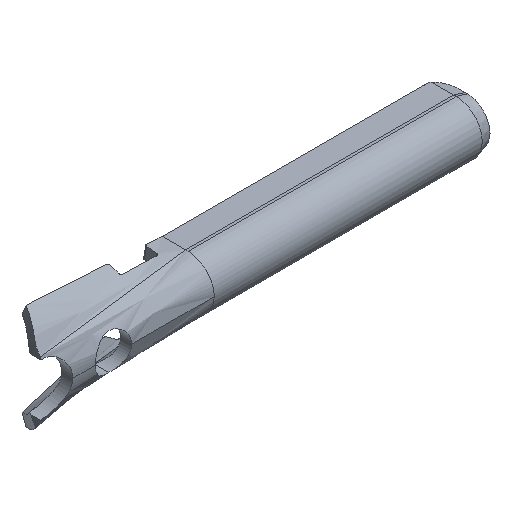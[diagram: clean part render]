
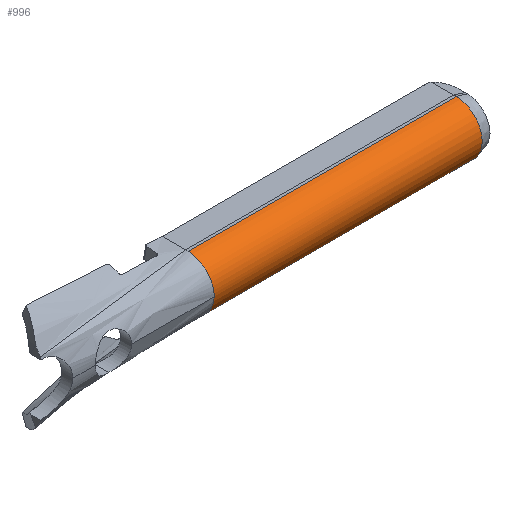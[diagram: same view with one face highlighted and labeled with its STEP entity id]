
A CAD part, isometric view. The second image highlights one B-rep face of the part: STEP entity #996.
In plain terms, the highlighted cylindrical face has radius 2.375 mm (diameter 4.75 mm), a partial arc.
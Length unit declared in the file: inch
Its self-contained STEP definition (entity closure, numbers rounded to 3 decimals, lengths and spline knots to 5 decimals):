
#27 = DIRECTION ( 'NONE',  ( 1., 0., 0. ) ) ;
#34 = EDGE_CURVE ( 'NONE', #1553, #1815, #1967, .T. ) ;
#119 = LINE ( 'NONE', #564, #1204 ) ;
#176 = CARTESIAN_POINT ( 'NONE',  ( -0.04, 0., 0.0935 ) ) ;
#203 = VERTEX_POINT ( 'NONE', #301 ) ;
#218 = VERTEX_POINT ( 'NONE', #1116 ) ;
#301 = CARTESIAN_POINT ( 'NONE',  ( -1., 0., -0.0935 ) ) ;
#302 = EDGE_LOOP ( 'NONE', ( #1107, #1090, #439, #535, #1091 ) ) ;
#334 = CARTESIAN_POINT ( 'NONE',  ( -1., -0.07506, 0.05709 ) ) ;
#379 = EDGE_CURVE ( 'NONE', #218, #203, #1758, .T. ) ;
#410 = VERTEX_POINT ( 'NONE', #1966 ) ;
#421 = CARTESIAN_POINT ( 'NONE',  ( -0.04, 0., -0.0935 ) ) ;
#439 = ORIENTED_EDGE ( 'NONE', *, *, #379, .T. ) ;
#535 = ORIENTED_EDGE ( 'NONE', *, *, #2002, .T. ) ;
#543 = CARTESIAN_POINT ( 'NONE',  ( -1., -0.0935, -0.0008 ) ) ;
#556 = DIRECTION ( 'NONE',  ( 1., 0., 0. ) ) ;
#564 = CARTESIAN_POINT ( 'NONE',  ( -1., 0., 0.0935 ) ) ;
#584 = DIRECTION ( 'NONE',  ( 1., 0., 0. ) ) ;
#626 = CARTESIAN_POINT ( 'NONE',  ( -1., 0., -0.0935 ) ) ;
#974 = B_SPLINE_CURVE_WITH_KNOTS ( 'NONE', 3,
 ( #1870, #2263, #2258, #2245, #1585, #334, #1653, #1438, #1074, #543 ),
 .UNSPECIFIED., .F., .F.,
 ( 4, 2, 2, 2, 4 ),
 ( 0.05851, 0.29388, 0.52926, 0.76463, 1. ),
 .UNSPECIFIED. ) ;
#981 = LINE ( 'NONE', #626, #2196 ) ;
#996 = ADVANCED_FACE ( 'NONE', ( #1859 ), #1329, .T. ) ;
#1074 = CARTESIAN_POINT ( 'NONE',  ( -1., -0.0936, 0.01151 ) ) ;
#1090 = ORIENTED_EDGE ( 'NONE', *, *, #1678, .T. ) ;
#1091 = ORIENTED_EDGE ( 'NONE', *, *, #34, .T. ) ;
#1107 = ORIENTED_EDGE ( 'NONE', *, *, #2148, .F. ) ;
#1116 = CARTESIAN_POINT ( 'NONE',  ( -1., -0.0935, -0.0008 ) ) ;
#1149 = AXIS2_PLACEMENT_3D ( 'NONE', #2194, #1725, #1716 ) ;
#1204 = VECTOR ( 'NONE', #556, 39.37008 ) ;
#1250 = AXIS2_PLACEMENT_3D ( 'NONE', #1341, #27, #1364 ) ;
#1329 = CYLINDRICAL_SURFACE ( 'NONE', #1250, 0.0935 ) ;
#1341 = CARTESIAN_POINT ( 'NONE',  ( -1., 0., 0. ) ) ;
#1364 = DIRECTION ( 'NONE',  ( 0., 0., -1. ) ) ;
#1438 = CARTESIAN_POINT ( 'NONE',  ( -1., -0.09125, 0.02383 ) ) ;
#1553 = VERTEX_POINT ( 'NONE', #421 ) ;
#1585 = CARTESIAN_POINT ( 'NONE',  ( -1., -0.05773, 0.07457 ) ) ;
#1653 = CARTESIAN_POINT ( 'NONE',  ( -1., -0.08197, 0.04663 ) ) ;
#1678 = EDGE_CURVE ( 'NONE', #410, #218, #974, .T. ) ;
#1716 = DIRECTION ( 'NONE',  ( 0., 0., -1. ) ) ;
#1725 = DIRECTION ( 'NONE',  ( -1., 0., 0. ) ) ;
#1758 = B_SPLINE_CURVE_WITH_KNOTS ( 'NONE', 3,
 ( #2067, #2086, #2056, #2051, #2042, #2030, #2027, #2024, #2022, #2015 ),
 .UNSPECIFIED., .F., .F.,
 ( 4, 2, 2, 2, 4 ),
 ( 0., 0.23522, 0.47044, 0.70567, 0.94089 ),
 .UNSPECIFIED. ) ;
#1815 = VERTEX_POINT ( 'NONE', #176 ) ;
#1859 = FACE_OUTER_BOUND ( 'NONE', #302, .T. ) ;
#1870 = CARTESIAN_POINT ( 'NONE',  ( -1., 0., 0.0935 ) ) ;
#1966 = CARTESIAN_POINT ( 'NONE',  ( -1., 0., 0.0935 ) ) ;
#1967 = CIRCLE ( 'NONE', #1149, 0.0935 ) ;
#2002 = EDGE_CURVE ( 'NONE', #203, #1553, #981, .T. ) ;
#2015 = CARTESIAN_POINT ( 'NONE',  ( -1., 0., -0.0935 ) ) ;
#2022 = CARTESIAN_POINT ( 'NONE',  ( -1., -0.01217, -0.0935 ) ) ;
#2024 = CARTESIAN_POINT ( 'NONE',  ( -1., -0.02434, -0.09109 ) ) ;
#2027 = CARTESIAN_POINT ( 'NONE',  ( -1., -0.04685, -0.08182 ) ) ;
#2030 = CARTESIAN_POINT ( 'NONE',  ( -1., -0.05719, -0.07497 ) ) ;
#2042 = CARTESIAN_POINT ( 'NONE',  ( -1., -0.07448, -0.05783 ) ) ;
#2051 = CARTESIAN_POINT ( 'NONE',  ( -1., -0.08142, -0.04755 ) ) ;
#2056 = CARTESIAN_POINT ( 'NONE',  ( -1., -0.09088, -0.02512 ) ) ;
#2067 = CARTESIAN_POINT ( 'NONE',  ( -1., -0.0935, -0.0008 ) ) ;
#2086 = CARTESIAN_POINT ( 'NONE',  ( -1., -0.09339, -0.01297 ) ) ;
#2148 = EDGE_CURVE ( 'NONE', #410, #1815, #119, .T. ) ;
#2194 = CARTESIAN_POINT ( 'NONE',  ( -0.04, 0., 0. ) ) ;
#2196 = VECTOR ( 'NONE', #584, 39.37008 ) ;
#2245 = CARTESIAN_POINT ( 'NONE',  ( -1., -0.04732, 0.08157 ) ) ;
#2258 = CARTESIAN_POINT ( 'NONE',  ( -1., -0.02461, 0.09104 ) ) ;
#2263 = CARTESIAN_POINT ( 'NONE',  ( -1., -0.01231, 0.0935 ) ) ;
